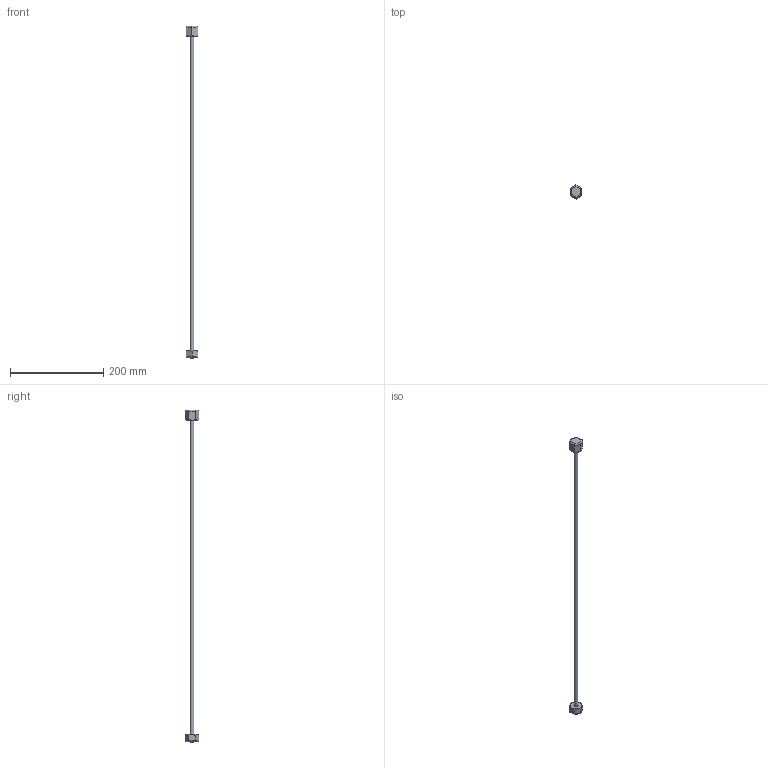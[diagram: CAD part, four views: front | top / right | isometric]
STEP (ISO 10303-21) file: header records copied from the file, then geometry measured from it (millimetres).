
FILE_DESCRIPTION((''),'2;1');
FILE_NAME('TENSION THREAD.iam.step','2013-12-08T06:24:40',(''),(''),'Autodesk Inventor 2013','Autodesk Inventor 2013','');
FILE_SCHEMA(('AUTOMOTIVE_DESIGN { 1 0 10303 214 1 1 1 1 }'));
Length unit declared in the file: inch
Products named in the file (5): TENSION THREAD; bottom nut; top nut; M8 TENSION THREAD; M8 NUT
Assembly tree (5 placements, depth 2):
  TENSION THREAD
    bottom nut
    top nut
    M8 TENSION THREAD
    M8 NUT  x2
Bounding box: 25.4 x 29.33 x 711.35 mm (x, y, z)
Volume: 53762.5 mm3; surface area: 25627.9 mm2
Topology: 5 solids, 5 shells, 104 faces, 226 edges, 134 vertices
Faces by surface type: plane 47, cone 40, cylinder 17
Full cylindrical faces by diameter (mm): 1.221 x2, 8 x1, 8.731 x2
Entity records: 2257 total; most frequent: CARTESIAN_POINT 460, DIRECTION 349, ORIENTED_EDGE 338, EDGE_CURVE 169, AXIS2_PLACEMENT_3D 137, VERTEX_POINT 104, EDGE_LOOP 95, FACE_OUTER_BOUND 81
